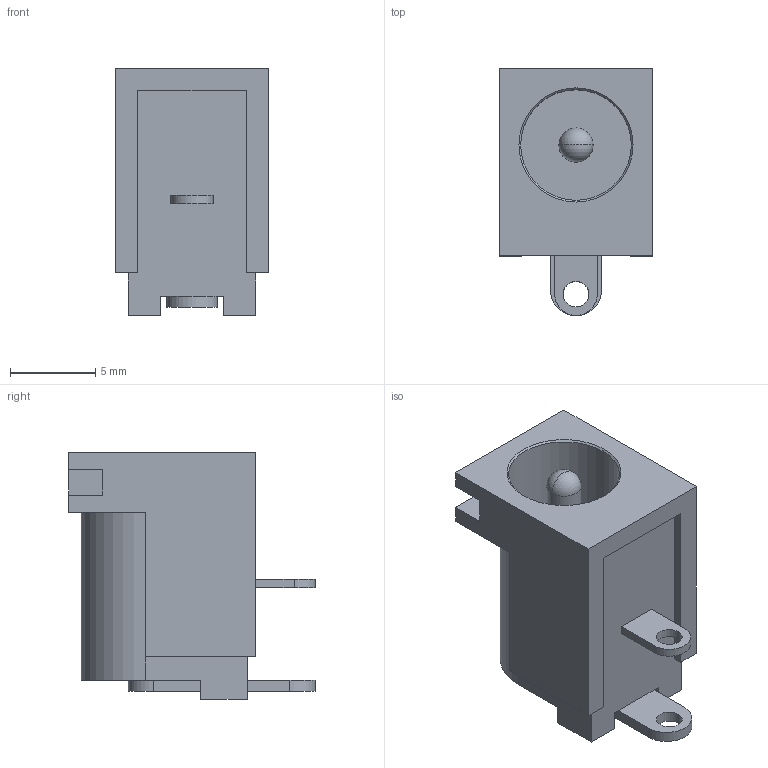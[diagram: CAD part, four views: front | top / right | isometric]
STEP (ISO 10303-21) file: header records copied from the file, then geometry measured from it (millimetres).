
FILE_DESCRIPTION (( 'STEP AP214' ), '1' );
FILE_NAME ('1.STEP', '2019-07-18T13:23:56', ( '' ), ( '' ), 'SwSTEP 2.0', 'SolidWorks 2017', '' );
FILE_SCHEMA (( 'AUTOMOTIVE_DESIGN' ));
Length unit declared in the file: millimetre
Products named in the file (1): 1
Bounding box: 9 x 14.5 x 14.5 mm (x, y, z)
Volume: 840.7 mm3; surface area: 1072.6 mm2
Topology: 4 solids, 4 shells, 59 faces, 149 edges, 97 vertices
Faces by surface type: plane 42, cylinder 13, sphere 2, cone 2
Entity records: 1798 total; most frequent: CARTESIAN_POINT 300, DIRECTION 295, ORIENTED_EDGE 290, EDGE_CURVE 145, LINE 115, VECTOR 115, VERTEX_POINT 95, AXIS2_PLACEMENT_3D 90
